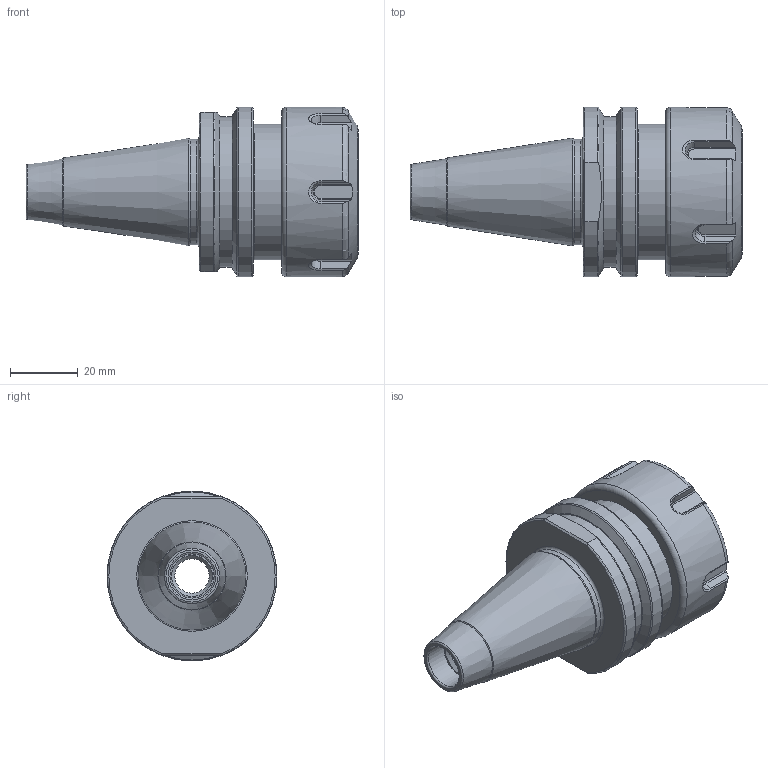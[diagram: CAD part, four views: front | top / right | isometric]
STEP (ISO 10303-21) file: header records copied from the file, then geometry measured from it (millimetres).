
FILE_DESCRIPTION(/* description */ (''),/* implementation_level */ '2;1');
FILE_NAME(/* name */ 'ISO30-ER32-50.stp',/* time_stamp */ '2025-06-02T09:14:19+08:00',/* author */ ('Administrator'),/* organization */ (''),/* preprocessor_version */ 'ST-DEVELOPER v20',/* originating_system */ 'Autodesk Inventor 2025',/* authorisation */ '');
FILE_SCHEMA (('AUTOMOTIVE_DESIGN { 1 0 10303 214 3 1 1 }'));
Length unit declared in the file: millimetre
Products named in the file (3): ISO30-ER32-50; ISO30-ER32-50_1; ER32UM (GL) 压帽
Assembly tree (2 placements, depth 2):
  ISO30-ER32-50
    ISO30-ER32-50_1
    ER32UM (GL) 压帽
Bounding box: 97.8 x 50 x 50 mm (x, y, z)
Volume: 67534.1 mm3; surface area: 25197.9 mm2
Topology: 2 solids, 2 shells, 135 faces, 333 edges, 211 vertices
Faces by surface type: plane 61, cone 36, torus 21, cylinder 17
Full cylindrical faces by diameter (mm): 2.1 x1, 10.106 x1, 13 x1, 19 x1, 23.5 x1, 27.2 x1, 31 x1, 32.7 x1, 38.376 x1, 40 x1, 40.5 x1, 44.3 x1, 50 x2
Entity records: 4348 total; most frequent: CARTESIAN_POINT 1124, ORIENTED_EDGE 664, DIRECTION 653, EDGE_CURVE 332, AXIS2_PLACEMENT_3D 264, VERTEX_POINT 211, EDGE_LOOP 149, FACE_OUTER_BOUND 135
